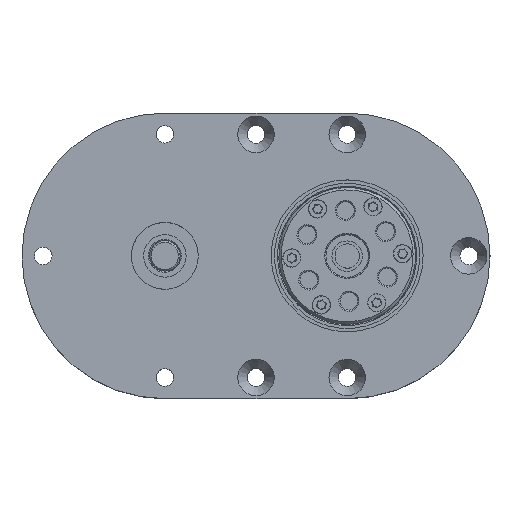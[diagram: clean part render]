
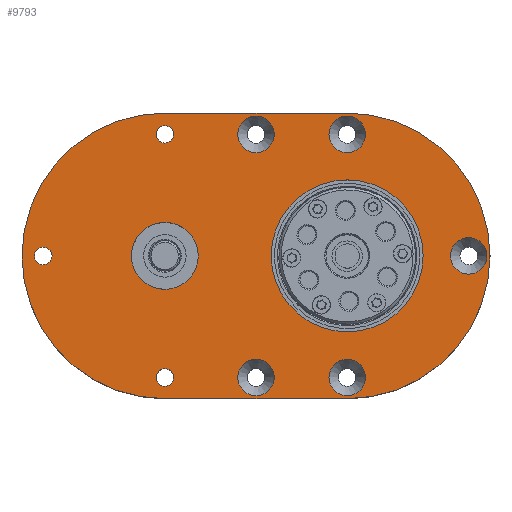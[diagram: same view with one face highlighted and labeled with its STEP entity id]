
A CAD part, top view. The second image highlights one B-rep face of the part: STEP entity #9793.
In plain terms, the highlighted planar face has unit normal (0, 0, 1).
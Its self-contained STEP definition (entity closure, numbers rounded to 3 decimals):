
#658=FACE_BOUND('',#1996,.T.);
#659=FACE_BOUND('',#1997,.T.);
#660=FACE_BOUND('',#1998,.T.);
#661=FACE_BOUND('',#1999,.T.);
#662=FACE_BOUND('',#2000,.T.);
#663=FACE_BOUND('',#2001,.T.);
#664=FACE_BOUND('',#2002,.T.);
#665=FACE_BOUND('',#2003,.T.);
#666=FACE_BOUND('',#2004,.T.);
#667=FACE_BOUND('',#2005,.T.);
#801=PLANE('',#11360);
#1285=FACE_OUTER_BOUND('',#1995,.T.);
#1995=EDGE_LOOP('',(#7677,#7678,#7679,#7680));
#1996=EDGE_LOOP('',(#7681));
#1997=EDGE_LOOP('',(#7682));
#1998=EDGE_LOOP('',(#7683));
#1999=EDGE_LOOP('',(#7684));
#2000=EDGE_LOOP('',(#7685));
#2001=EDGE_LOOP('',(#7686));
#2002=EDGE_LOOP('',(#7687));
#2003=EDGE_LOOP('',(#7688));
#2004=EDGE_LOOP('',(#7689));
#2005=EDGE_LOOP('',(#7690));
#2558=LINE('',#16500,#3211);
#2561=LINE('',#16508,#3214);
#3211=VECTOR('',#13581,10.);
#3214=VECTOR('',#13590,10.);
#3989=CIRCLE('',#11296,6.);
#3991=CIRCLE('',#11299,6.);
#3993=CIRCLE('',#11302,6.);
#3995=CIRCLE('',#11305,6.);
#3997=CIRCLE('',#11308,6.);
#4019=CIRCLE('',#11340,25.);
#4020=CIRCLE('',#11342,11.);
#4021=CIRCLE('',#11349,2.9);
#4022=CIRCLE('',#11351,2.9);
#4023=CIRCLE('',#11353,2.9);
#4024=CIRCLE('',#11356,47.);
#4025=CIRCLE('',#11359,47.);
#4580=VERTEX_POINT('',#16380);
#4582=VERTEX_POINT('',#16386);
#4584=VERTEX_POINT('',#16392);
#4586=VERTEX_POINT('',#16398);
#4588=VERTEX_POINT('',#16404);
#4612=VERTEX_POINT('',#16467);
#4613=VERTEX_POINT('',#16471);
#4614=VERTEX_POINT('',#16485);
#4615=VERTEX_POINT('',#16489);
#4616=VERTEX_POINT('',#16493);
#4617=VERTEX_POINT('',#16497);
#4618=VERTEX_POINT('',#16499);
#4619=VERTEX_POINT('',#16503);
#4620=VERTEX_POINT('',#16507);
#5634=EDGE_CURVE('',#4580,#4580,#3989,.T.);
#5637=EDGE_CURVE('',#4582,#4582,#3991,.T.);
#5640=EDGE_CURVE('',#4584,#4584,#3993,.T.);
#5643=EDGE_CURVE('',#4586,#4586,#3995,.T.);
#5646=EDGE_CURVE('',#4588,#4588,#3997,.T.);
#5675=EDGE_CURVE('',#4612,#4612,#4019,.T.);
#5677=EDGE_CURVE('',#4613,#4613,#4020,.T.);
#5684=EDGE_CURVE('',#4614,#4614,#4021,.T.);
#5686=EDGE_CURVE('',#4615,#4615,#4022,.T.);
#5688=EDGE_CURVE('',#4616,#4616,#4023,.T.);
#5691=EDGE_CURVE('',#4618,#4617,#2558,.T.);
#5693=EDGE_CURVE('',#4619,#4618,#4024,.T.);
#5695=EDGE_CURVE('',#4620,#4619,#2561,.T.);
#5697=EDGE_CURVE('',#4617,#4620,#4025,.T.);
#7677=ORIENTED_EDGE('',*,*,#5697,.T.);
#7678=ORIENTED_EDGE('',*,*,#5695,.T.);
#7679=ORIENTED_EDGE('',*,*,#5693,.T.);
#7680=ORIENTED_EDGE('',*,*,#5691,.T.);
#7681=ORIENTED_EDGE('',*,*,#5640,.T.);
#7682=ORIENTED_EDGE('',*,*,#5646,.T.);
#7683=ORIENTED_EDGE('',*,*,#5634,.T.);
#7684=ORIENTED_EDGE('',*,*,#5637,.T.);
#7685=ORIENTED_EDGE('',*,*,#5643,.T.);
#7686=ORIENTED_EDGE('',*,*,#5688,.T.);
#7687=ORIENTED_EDGE('',*,*,#5686,.T.);
#7688=ORIENTED_EDGE('',*,*,#5684,.T.);
#7689=ORIENTED_EDGE('',*,*,#5677,.T.);
#7690=ORIENTED_EDGE('',*,*,#5675,.T.);
#9793=ADVANCED_FACE('',(#1285,#658,#659,#660,#661,#662,#663,#664,#665,#666,
#667),#801,.T.);
#11296=AXIS2_PLACEMENT_3D('',#16381,#13441,#13442);
#11299=AXIS2_PLACEMENT_3D('',#16387,#13448,#13449);
#11302=AXIS2_PLACEMENT_3D('',#16393,#13455,#13456);
#11305=AXIS2_PLACEMENT_3D('',#16399,#13462,#13463);
#11308=AXIS2_PLACEMENT_3D('',#16405,#13469,#13470);
#11340=AXIS2_PLACEMENT_3D('',#16468,#13540,#13541);
#11342=AXIS2_PLACEMENT_3D('',#16472,#13545,#13546);
#11349=AXIS2_PLACEMENT_3D('',#16486,#13565,#13566);
#11351=AXIS2_PLACEMENT_3D('',#16490,#13570,#13571);
#11353=AXIS2_PLACEMENT_3D('',#16494,#13575,#13576);
#11356=AXIS2_PLACEMENT_3D('',#16504,#13585,#13586);
#11359=AXIS2_PLACEMENT_3D('',#16511,#13594,#13595);
#11360=AXIS2_PLACEMENT_3D('',#16512,#13596,#13597);
#13441=DIRECTION('center_axis',(0.,0.,-1.));
#13442=DIRECTION('ref_axis',(1.,0.,0.));
#13448=DIRECTION('center_axis',(0.,0.,-1.));
#13449=DIRECTION('ref_axis',(1.,0.,0.));
#13455=DIRECTION('center_axis',(0.,0.,-1.));
#13456=DIRECTION('ref_axis',(1.,0.,0.));
#13462=DIRECTION('center_axis',(0.,0.,-1.));
#13463=DIRECTION('ref_axis',(1.,0.,0.));
#13469=DIRECTION('center_axis',(0.,0.,-1.));
#13470=DIRECTION('ref_axis',(1.,0.,0.));
#13540=DIRECTION('center_axis',(0.,0.,-1.));
#13541=DIRECTION('ref_axis',(-1.,0.,0.));
#13545=DIRECTION('center_axis',(0.,0.,-1.));
#13546=DIRECTION('ref_axis',(-1.,0.,0.));
#13565=DIRECTION('center_axis',(0.,0.,-1.));
#13566=DIRECTION('ref_axis',(-1.,0.,0.));
#13570=DIRECTION('center_axis',(0.,0.,-1.));
#13571=DIRECTION('ref_axis',(-1.,0.,0.));
#13575=DIRECTION('center_axis',(0.,0.,-1.));
#13576=DIRECTION('ref_axis',(-1.,0.,0.));
#13581=DIRECTION('',(1.,0.,0.));
#13585=DIRECTION('center_axis',(0.,0.,1.));
#13586=DIRECTION('ref_axis',(0.,1.,0.));
#13590=DIRECTION('',(-1.,0.,0.));
#13594=DIRECTION('center_axis',(0.,0.,1.));
#13595=DIRECTION('ref_axis',(0.,-1.,0.));
#13596=DIRECTION('center_axis',(0.,0.,1.));
#13597=DIRECTION('ref_axis',(1.,0.,0.));
#16380=CARTESIAN_POINT('',(-24.,-40.,43.1));
#16381=CARTESIAN_POINT('Origin',(-30.,-40.,43.1));
#16386=CARTESIAN_POINT('',(6.,-40.,43.1));
#16387=CARTESIAN_POINT('Origin',(0.,-40.,
43.1));
#16392=CARTESIAN_POINT('',(46.,0.,43.1));
#16393=CARTESIAN_POINT('Origin',(40.,0.,43.1));
#16398=CARTESIAN_POINT('',(6.,40.,43.1));
#16399=CARTESIAN_POINT('Origin',(0.,40.,
43.1));
#16404=CARTESIAN_POINT('',(-24.,40.,43.1));
#16405=CARTESIAN_POINT('Origin',(-30.,40.,43.1));
#16467=CARTESIAN_POINT('',(25.,0.,43.1));
#16468=CARTESIAN_POINT('Origin',(0.,0.,
43.1));
#16471=CARTESIAN_POINT('',(-49.,0.,43.1));
#16472=CARTESIAN_POINT('Origin',(-60.,0.,43.1));
#16485=CARTESIAN_POINT('',(-57.1,-40.,43.1));
#16486=CARTESIAN_POINT('Origin',(-60.,-40.,43.1));
#16489=CARTESIAN_POINT('',(-97.1,0.,43.1));
#16490=CARTESIAN_POINT('Origin',(-100.,0.,43.1));
#16493=CARTESIAN_POINT('',(-57.1,40.,43.1));
#16494=CARTESIAN_POINT('Origin',(-60.,40.,43.1));
#16497=CARTESIAN_POINT('',(0.,-47.,43.1));
#16499=CARTESIAN_POINT('',(-60.,-47.,43.1));
#16500=CARTESIAN_POINT('',(-60.,-47.,43.1));
#16503=CARTESIAN_POINT('',(-60.,47.,43.1));
#16504=CARTESIAN_POINT('Origin',(-60.,0.,43.1));
#16507=CARTESIAN_POINT('',(0.,47.,43.1));
#16508=CARTESIAN_POINT('',(0.,47.,43.1));
#16511=CARTESIAN_POINT('Origin',(0.,0.,
43.1));
#16512=CARTESIAN_POINT('Origin',(-30.,0.,43.1));
